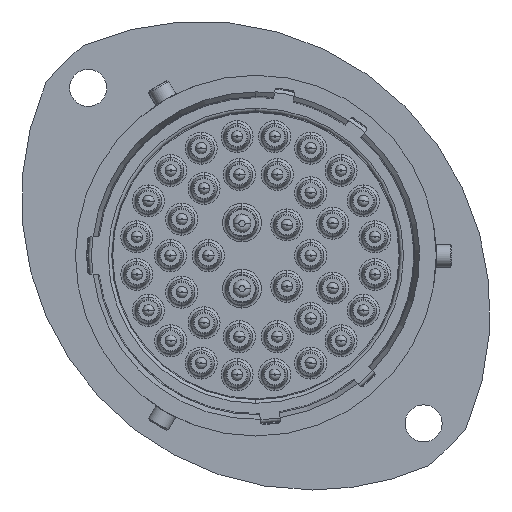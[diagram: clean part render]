
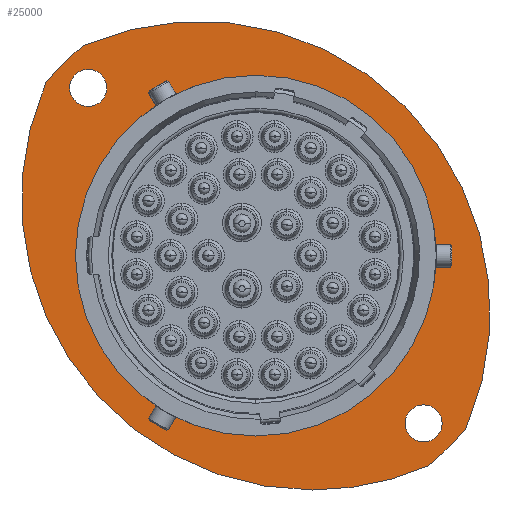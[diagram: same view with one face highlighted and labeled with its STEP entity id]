
A CAD part, left-side view. The second image highlights one B-rep face of the part: STEP entity #25000.
In plain terms, the highlighted planar face has unit normal (-1, 0, 0).
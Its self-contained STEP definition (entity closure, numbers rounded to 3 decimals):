
#631 = CARTESIAN_POINT ( 'NONE',  ( 4.955, 7.911, -15.778 ) ) ;
#1032 = VERTEX_POINT ( 'NONE', #36196 ) ;
#1277 = DIRECTION ( 'NONE',  ( -1., 0., 0. ) ) ;
#2946 = CARTESIAN_POINT ( 'NONE',  ( 4.955, 2.961, -20.508 ) ) ;
#3858 = CARTESIAN_POINT ( 'NONE',  ( 4.955, 22.618, 14.75 ) ) ;
#4397 = CARTESIAN_POINT ( 'NONE',  ( 4.955, -6.797, -13.04 ) ) ;
#4753 = CARTESIAN_POINT ( 'NONE',  ( 4.955, 7.911, 15.862 ) ) ;
#5334 = AXIS2_PLACEMENT_3D ( 'NONE', #58337, #65234, #72668 ) ;
#5839 = FACE_OUTER_BOUND ( 'NONE', #24611, .T. ) ;
#5970 = CARTESIAN_POINT ( 'NONE',  ( 4.955, 22.618, 14.75 ) ) ;
#7682 = DIRECTION ( 'NONE',  ( -1., 0., 0. ) ) ;
#9025 = CIRCLE ( 'NONE', #46042, 1.625 ) ;
#9828 = EDGE_CURVE ( 'NONE', #71471, #34738, #65503, .T. ) ;
#10474 = VERTEX_POINT ( 'NONE', #2946 ) ;
#11914 = ORIENTED_EDGE ( 'NONE', *, *, #53521, .F. ) ;
#11955 = ORIENTED_EDGE ( 'NONE', *, *, #87103, .F. ) ;
#12158 = DIRECTION ( 'NONE',  ( 0., 0., 1. ) ) ;
#12204 = VERTEX_POINT ( 'NONE', #84720 ) ;
#15684 = DIRECTION ( 'NONE',  ( 0., 0., -1. ) ) ;
#16095 = AXIS2_PLACEMENT_3D ( 'NONE', #42452, #75346, #83392 ) ;
#17952 = CIRCLE ( 'NONE', #83656, 1.625 ) ;
#19016 = EDGE_LOOP ( 'NONE', ( #44024, #70868 ) ) ;
#19112 = VERTEX_POINT ( 'NONE', #80951 ) ;
#19804 = DIRECTION ( 'NONE',  ( 0., 0., -1. ) ) ;
#20170 = CIRCLE ( 'NONE', #84366, 15.82 ) ;
#20745 = DIRECTION ( 'NONE',  ( 0., 0., -1. ) ) ;
#20840 = DIRECTION ( 'NONE',  ( 0., 0., 1. ) ) ;
#22002 = CARTESIAN_POINT ( 'NONE',  ( 4.955, 2.961, 4.992 ) ) ;
#22510 = CARTESIAN_POINT ( 'NONE',  ( 4.955, 23.731, 0.042 ) ) ;
#22861 = VERTEX_POINT ( 'NONE', #631 ) ;
#23208 = VERTEX_POINT ( 'NONE', #46899 ) ;
#24084 = DIRECTION ( 'NONE',  ( -1., 0., 0. ) ) ;
#24611 = EDGE_LOOP ( 'NONE', ( #46704, #48120, #71767, #73916, #64124 ) ) ;
#25000 = ADVANCED_FACE ( 'NONE', ( #35790, #33678, #50821, #5839 ), #77251, .F. ) ;
#26200 = DIRECTION ( 'NONE',  ( -1., 0., 0. ) ) ;
#26860 = AXIS2_PLACEMENT_3D ( 'NONE', #61063, #40717, #19804 ) ;
#27995 = DIRECTION ( 'NONE',  ( -1., 0., 0. ) ) ;
#28629 = CARTESIAN_POINT ( 'NONE',  ( 4.955, 22.618, 13.125 ) ) ;
#29191 = DIRECTION ( 'NONE',  ( 0., 0., -1. ) ) ;
#30786 = CIRCLE ( 'NONE', #16095, 25.5 ) ;
#33678 = FACE_BOUND ( 'NONE', #50412, .T. ) ;
#34626 = CARTESIAN_POINT ( 'NONE',  ( 4.955, 7.911, 0.042 ) ) ;
#34738 = VERTEX_POINT ( 'NONE', #50177 ) ;
#35790 = FACE_BOUND ( 'NONE', #53265, .T. ) ;
#36196 = CARTESIAN_POINT ( 'NONE',  ( 4.955, -6.797, -16.29 ) ) ;
#37249 = DIRECTION ( 'NONE',  ( -1., 0., 0. ) ) ;
#38232 = EDGE_CURVE ( 'NONE', #1032, #77181, #42885, .T. ) ;
#38504 = ORIENTED_EDGE ( 'NONE', *, *, #38232, .F. ) ;
#40717 = DIRECTION ( 'NONE',  ( -1., 0., 0. ) ) ;
#41316 = AXIS2_PLACEMENT_3D ( 'NONE', #76326, #1277, #20745 ) ;
#41982 = CIRCLE ( 'NONE', #66612, 1.625 ) ;
#42452 = CARTESIAN_POINT ( 'NONE',  ( 4.955, 12.86, -4.907 ) ) ;
#42885 = CIRCLE ( 'NONE', #26860, 1.625 ) ;
#44024 = ORIENTED_EDGE ( 'NONE', *, *, #48809, .F. ) ;
#44591 = AXIS2_PLACEMENT_3D ( 'NONE', #22510, #49743, #15684 ) ;
#44711 = DIRECTION ( 'NONE',  ( 0., 0., 1. ) ) ;
#46042 = AXIS2_PLACEMENT_3D ( 'NONE', #85043, #37249, #29191 ) ;
#46704 = ORIENTED_EDGE ( 'NONE', *, *, #52994, .T. ) ;
#46828 = CARTESIAN_POINT ( 'NONE',  ( 4.955, 7.911, 0.042 ) ) ;
#46899 = CARTESIAN_POINT ( 'NONE',  ( 4.955, -10.512, -15.104 ) ) ;
#47489 = DIRECTION ( 'NONE',  ( -1., 0., 0. ) ) ;
#48120 = ORIENTED_EDGE ( 'NONE', *, *, #74449, .T. ) ;
#48483 = CIRCLE ( 'NONE', #41316, 25.5 ) ;
#48533 = AXIS2_PLACEMENT_3D ( 'NONE', #34626, #7682, #20840 ) ;
#48809 = EDGE_CURVE ( 'NONE', #76341, #22861, #20170, .T. ) ;
#49322 = AXIS2_PLACEMENT_3D ( 'NONE', #22002, #27995, #49817 ) ;
#49743 = DIRECTION ( 'NONE',  ( 1., 0., 0. ) ) ;
#49817 = DIRECTION ( 'NONE',  ( 0., 0., -1. ) ) ;
#50177 = CARTESIAN_POINT ( 'NONE',  ( 4.955, 26.333, 15.189 ) ) ;
#50412 = EDGE_LOOP ( 'NONE', ( #38504, #61961 ) ) ;
#50821 = FACE_BOUND ( 'NONE', #19016, .T. ) ;
#52822 = AXIS2_PLACEMENT_3D ( 'NONE', #46828, #26200, #12158 ) ;
#52994 = EDGE_CURVE ( 'NONE', #34738, #10474, #48483, .T. ) ;
#53265 = EDGE_LOOP ( 'NONE', ( #11955, #11914 ) ) ;
#53521 = EDGE_CURVE ( 'NONE', #12204, #65409, #41982, .T. ) ;
#53891 = EDGE_CURVE ( 'NONE', #77181, #1032, #9025, .T. ) ;
#58337 = CARTESIAN_POINT ( 'NONE',  ( 4.955, 7.911, 0.042 ) ) ;
#59649 = EDGE_CURVE ( 'NONE', #22861, #76341, #88162, .T. ) ;
#61063 = CARTESIAN_POINT ( 'NONE',  ( 4.955, -6.797, -14.665 ) ) ;
#61961 = ORIENTED_EDGE ( 'NONE', *, *, #53891, .F. ) ;
#64124 = ORIENTED_EDGE ( 'NONE', *, *, #9828, .T. ) ;
#65234 = DIRECTION ( 'NONE',  ( -1., 0., 0. ) ) ;
#65409 = VERTEX_POINT ( 'NONE', #28629 ) ;
#65503 = CIRCLE ( 'NONE', #52822, 23.85 ) ;
#66612 = AXIS2_PLACEMENT_3D ( 'NONE', #3858, #76787, #79218 ) ;
#70868 = ORIENTED_EDGE ( 'NONE', *, *, #59649, .F. ) ;
#71471 = VERTEX_POINT ( 'NONE', #79245 ) ;
#71767 = ORIENTED_EDGE ( 'NONE', *, *, #79252, .T. ) ;
#72668 = DIRECTION ( 'NONE',  ( 0., 0., 1. ) ) ;
#73902 = EDGE_CURVE ( 'NONE', #23208, #71471, #30786, .T. ) ;
#73916 = ORIENTED_EDGE ( 'NONE', *, *, #73902, .T. ) ;
#74327 = CIRCLE ( 'NONE', #49322, 25.5 ) ;
#74449 = EDGE_CURVE ( 'NONE', #10474, #19112, #74327, .T. ) ;
#74731 = DIRECTION ( 'NONE',  ( 0., 0., -1. ) ) ;
#75346 = DIRECTION ( 'NONE',  ( -1., 0., 0. ) ) ;
#76326 = CARTESIAN_POINT ( 'NONE',  ( 4.955, 2.961, 4.992 ) ) ;
#76341 = VERTEX_POINT ( 'NONE', #4753 ) ;
#76787 = DIRECTION ( 'NONE',  ( -1., 0., 0. ) ) ;
#77181 = VERTEX_POINT ( 'NONE', #4397 ) ;
#77251 = PLANE ( 'NONE',  #44591 ) ;
#79218 = DIRECTION ( 'NONE',  ( 0., 0., -1. ) ) ;
#79245 = CARTESIAN_POINT ( 'NONE',  ( 4.955, 23.057, 18.465 ) ) ;
#79252 = EDGE_CURVE ( 'NONE', #19112, #23208, #85822, .T. ) ;
#80951 = CARTESIAN_POINT ( 'NONE',  ( 4.955, -7.236, -18.38 ) ) ;
#83392 = DIRECTION ( 'NONE',  ( 0., 0., -1. ) ) ;
#83603 = CARTESIAN_POINT ( 'NONE',  ( 4.955, 7.911, 0.042 ) ) ;
#83656 = AXIS2_PLACEMENT_3D ( 'NONE', #5970, #47489, #74731 ) ;
#84366 = AXIS2_PLACEMENT_3D ( 'NONE', #83603, #24084, #44711 ) ;
#84720 = CARTESIAN_POINT ( 'NONE',  ( 4.955, 22.618, 16.375 ) ) ;
#85043 = CARTESIAN_POINT ( 'NONE',  ( 4.955, -6.797, -14.665 ) ) ;
#85822 = CIRCLE ( 'NONE', #5334, 23.85 ) ;
#87103 = EDGE_CURVE ( 'NONE', #65409, #12204, #17952, .T. ) ;
#88162 = CIRCLE ( 'NONE', #48533, 15.82 ) ;
